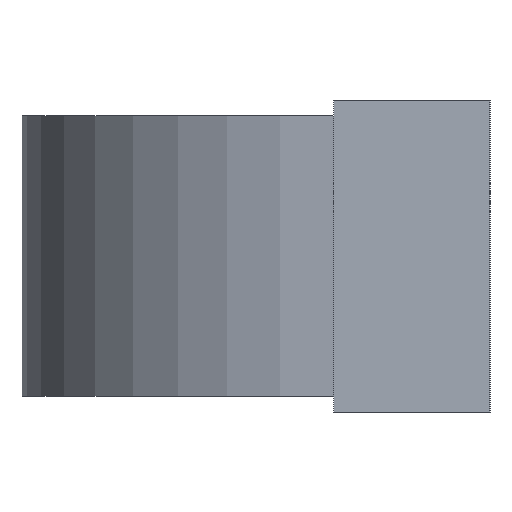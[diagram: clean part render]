
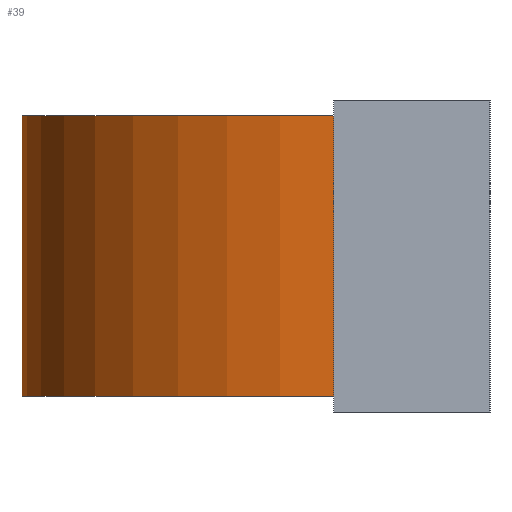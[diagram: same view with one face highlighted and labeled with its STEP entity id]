
A CAD part, left-side view. The second image highlights one B-rep face of the part: STEP entity #39.
In plain terms, the highlighted cylindrical face has radius 1 mm (diameter 2 mm), a partial arc.
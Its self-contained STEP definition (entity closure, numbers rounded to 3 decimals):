
#39 = ADVANCED_FACE( '', ( #77 ), #78, .T. );
#77 = FACE_OUTER_BOUND( '', #112, .T. );
#78 = CYLINDRICAL_SURFACE( '', #113, 1. );
#112 = EDGE_LOOP( '', ( #154, #155, #156, #157 ) );
#113 = AXIS2_PLACEMENT_3D( '', #158, #159, #160 );
#154 = ORIENTED_EDGE( '', *, *, #214, .T. );
#155 = ORIENTED_EDGE( '', *, *, #216, .F. );
#156 = ORIENTED_EDGE( '', *, *, #217, .F. );
#157 = ORIENTED_EDGE( '', *, *, #218, .T. );
#158 = CARTESIAN_POINT( '', ( 0., 0.25, 0.95 ) );
#159 = DIRECTION( '', ( 0., 0., 1. ) );
#160 = DIRECTION( '', ( -1., 0., 0. ) );
#214 = EDGE_CURVE( '', #247, #246, #249, .T. );
#216 = EDGE_CURVE( '', #251, #246, #252, .T. );
#217 = EDGE_CURVE( '', #253, #251, #254, .T. );
#218 = EDGE_CURVE( '', #253, #247, #255, .T. );
#246 = VERTEX_POINT( '', #292 );
#247 = VERTEX_POINT( '', #293 );
#249 = CIRCLE( '', #296, 1. );
#251 = VERTEX_POINT( '', #298 );
#252 = LINE( '', #299, #300 );
#253 = VERTEX_POINT( '', #301 );
#254 = CIRCLE( '', #302, 1. );
#255 = LINE( '', #303, #304 );
#292 = CARTESIAN_POINT( '', ( -1., 0.25, 0.05 ) );
#293 = CARTESIAN_POINT( '', ( 1., 0.25, 0.05 ) );
#296 = AXIS2_PLACEMENT_3D( '', #332, #333, #334 );
#298 = CARTESIAN_POINT( '', ( -1., 0.25, 0.95 ) );
#299 = CARTESIAN_POINT( '', ( -1., 0.25, 0.95 ) );
#300 = VECTOR( '', #335, 1000. );
#301 = CARTESIAN_POINT( '', ( 1., 0.25, 0.95 ) );
#302 = AXIS2_PLACEMENT_3D( '', #336, #337, #338 );
#303 = CARTESIAN_POINT( '', ( 1., 0.25, 0.95 ) );
#304 = VECTOR( '', #339, 1000. );
#332 = CARTESIAN_POINT( '', ( 0., 0.25, 0.05 ) );
#333 = DIRECTION( '', ( 0., 0., 1. ) );
#334 = DIRECTION( '', ( 1., 0., 0. ) );
#335 = DIRECTION( '', ( 0., 0., -1. ) );
#336 = CARTESIAN_POINT( '', ( 0., 0.25, 0.95 ) );
#337 = DIRECTION( '', ( 0., 0., 1. ) );
#338 = DIRECTION( '', ( 1., 0., 0. ) );
#339 = DIRECTION( '', ( 0., 0., -1. ) );
